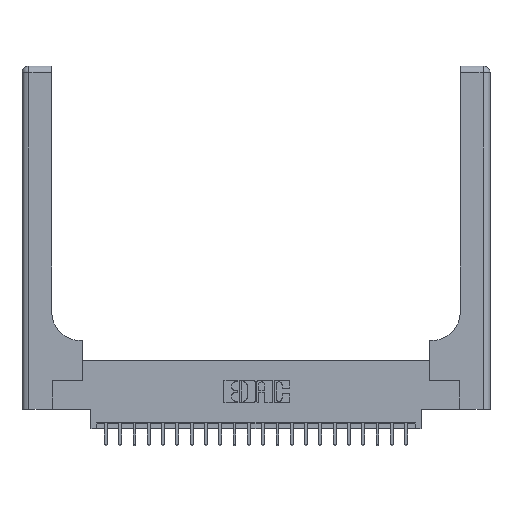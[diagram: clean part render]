
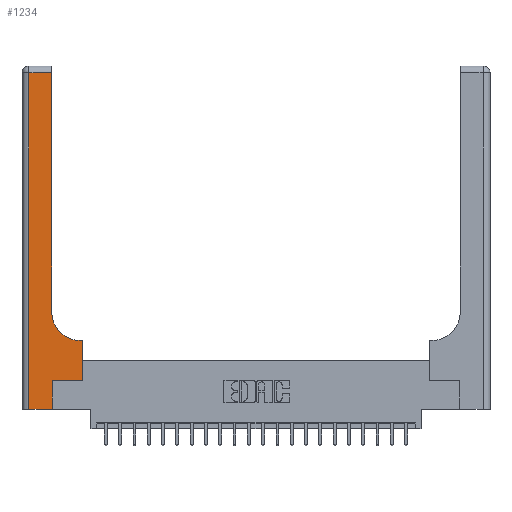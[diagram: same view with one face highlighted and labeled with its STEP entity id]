
A CAD part, top view. The second image highlights one B-rep face of the part: STEP entity #1234.
In plain terms, the highlighted planar face has unit normal (0, 0, 1).
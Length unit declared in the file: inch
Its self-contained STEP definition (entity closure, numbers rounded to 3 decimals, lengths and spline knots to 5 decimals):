
#382 = CARTESIAN_POINT ( 'NONE',  ( 0.265, 0.25, 0.37 ) ) ;
#903 = EDGE_CURVE ( 'NONE', #16510, #4986, #4415, .T. ) ;
#982 = LINE ( 'NONE', #382, #15522 ) ;
#1234 = ADVANCED_FACE ( 'NONE', ( #11240 ), #4113, .F. ) ;
#1494 = VERTEX_POINT ( 'NONE', #16579 ) ;
#1779 = ORIENTED_EDGE ( 'NONE', *, *, #3996, .T. ) ;
#2482 = CARTESIAN_POINT ( 'NONE',  ( 0.26, 0.6, 0.37 ) ) ;
#3146 = VERTEX_POINT ( 'NONE', #22195 ) ;
#3259 = DIRECTION ( 'NONE',  ( -1., 0., 0. ) ) ;
#3311 = DIRECTION ( 'NONE',  ( 0., 0., -1. ) ) ;
#3769 = CARTESIAN_POINT ( 'NONE',  ( 0., 3., 0.37 ) ) ;
#3913 = ORIENTED_EDGE ( 'NONE', *, *, #9501, .T. ) ;
#3996 = EDGE_CURVE ( 'NONE', #1494, #7733, #7327, .T. ) ;
#4089 = LINE ( 'NONE', #10902, #7695 ) ;
#4113 = PLANE ( 'NONE',  #16944 ) ;
#4415 = LINE ( 'NONE', #16727, #13139 ) ;
#4986 = VERTEX_POINT ( 'NONE', #11052 ) ;
#6053 = LINE ( 'NONE', #19523, #14676 ) ;
#7327 = CIRCLE ( 'NONE', #10491, 0.25 ) ;
#7332 = CARTESIAN_POINT ( 'NONE',  ( 0.265, 0.25, 0.37 ) ) ;
#7376 = EDGE_CURVE ( 'NONE', #21895, #1494, #15504, .T. ) ;
#7489 = ORIENTED_EDGE ( 'NONE', *, *, #9441, .T. ) ;
#7695 = VECTOR ( 'NONE', #12625, 39.37008 ) ;
#7733 = VERTEX_POINT ( 'NONE', #15570 ) ;
#8122 = CARTESIAN_POINT ( 'NONE',  ( 0.51, 0.85, 0.37 ) ) ;
#8407 = ORIENTED_EDGE ( 'NONE', *, *, #21088, .T. ) ;
#8938 = CARTESIAN_POINT ( 'NONE',  ( 0.06, 2.94, 0.37 ) ) ;
#9300 = ORIENTED_EDGE ( 'NONE', *, *, #11450, .T. ) ;
#9307 = VERTEX_POINT ( 'NONE', #20430 ) ;
#9435 = VERTEX_POINT ( 'NONE', #7332 ) ;
#9441 = EDGE_CURVE ( 'NONE', #9307, #21895, #13480, .T. ) ;
#9501 = EDGE_CURVE ( 'NONE', #18264, #9435, #16354, .T. ) ;
#9727 = EDGE_LOOP ( 'NONE', ( #16927, #9300, #18691, #12075, #3913, #8407, #7489, #19803, #1779 ) ) ;
#9883 = DIRECTION ( 'NONE',  ( 1., 0., 0. ) ) ;
#10017 = CARTESIAN_POINT ( 'NONE',  ( 0.528, 0.6, 0.37 ) ) ;
#10491 = AXIS2_PLACEMENT_3D ( 'NONE', #8122, #20025, #9883 ) ;
#10821 = DIRECTION ( 'NONE',  ( 0., 1., 0. ) ) ;
#10902 = CARTESIAN_POINT ( 'NONE',  ( 0., 0., 0.37 ) ) ;
#11052 = CARTESIAN_POINT ( 'NONE',  ( 0.06, 0., 0.37 ) ) ;
#11240 = FACE_OUTER_BOUND ( 'NONE', #9727, .T. ) ;
#11450 = EDGE_CURVE ( 'NONE', #3146, #16510, #19716, .T. ) ;
#11520 = VECTOR ( 'NONE', #16462, 39.37008 ) ;
#11872 = VECTOR ( 'NONE', #14472, 39.37008 ) ;
#12075 = ORIENTED_EDGE ( 'NONE', *, *, #22098, .T. ) ;
#12625 = DIRECTION ( 'NONE',  ( 1., 0., 0. ) ) ;
#13139 = VECTOR ( 'NONE', #16189, 39.37008 ) ;
#13480 = LINE ( 'NONE', #19263, #21349 ) ;
#14069 = DIRECTION ( 'NONE',  ( -1., 0., 0. ) ) ;
#14472 = DIRECTION ( 'NONE',  ( 0., 1., 0. ) ) ;
#14676 = VECTOR ( 'NONE', #21176, 39.37008 ) ;
#15504 = LINE ( 'NONE', #2482, #11520 ) ;
#15522 = VECTOR ( 'NONE', #16102, 39.37008 ) ;
#15570 = CARTESIAN_POINT ( 'NONE',  ( 0.26, 0.85, 0.37 ) ) ;
#15764 = VECTOR ( 'NONE', #14069, 39.37008 ) ;
#15969 = EDGE_CURVE ( 'NONE', #7733, #3146, #6053, .T. ) ;
#16102 = DIRECTION ( 'NONE',  ( 1., 0., 0. ) ) ;
#16189 = DIRECTION ( 'NONE',  ( 0., -1., 0. ) ) ;
#16354 = LINE ( 'NONE', #19345, #11872 ) ;
#16462 = DIRECTION ( 'NONE',  ( -1., 0., 0. ) ) ;
#16510 = VERTEX_POINT ( 'NONE', #8938 ) ;
#16579 = CARTESIAN_POINT ( 'NONE',  ( 0.51, 0.6, 0.37 ) ) ;
#16727 = CARTESIAN_POINT ( 'NONE',  ( 0.06, 3., 0.37 ) ) ;
#16927 = ORIENTED_EDGE ( 'NONE', *, *, #15969, .T. ) ;
#16944 = AXIS2_PLACEMENT_3D ( 'NONE', #3769, #3311, #3259 ) ;
#18264 = VERTEX_POINT ( 'NONE', #19437 ) ;
#18691 = ORIENTED_EDGE ( 'NONE', *, *, #903, .T. ) ;
#19263 = CARTESIAN_POINT ( 'NONE',  ( 0.528, 0.25, 0.37 ) ) ;
#19345 = CARTESIAN_POINT ( 'NONE',  ( 0.265, 0., 0.37 ) ) ;
#19437 = CARTESIAN_POINT ( 'NONE',  ( 0.265, 0., 0.37 ) ) ;
#19523 = CARTESIAN_POINT ( 'NONE',  ( 0.26, 3., 0.37 ) ) ;
#19716 = LINE ( 'NONE', #22390, #15764 ) ;
#19803 = ORIENTED_EDGE ( 'NONE', *, *, #7376, .T. ) ;
#20025 = DIRECTION ( 'NONE',  ( 0., 0., -1. ) ) ;
#20430 = CARTESIAN_POINT ( 'NONE',  ( 0.528, 0.25, 0.37 ) ) ;
#21088 = EDGE_CURVE ( 'NONE', #9435, #9307, #982, .T. ) ;
#21176 = DIRECTION ( 'NONE',  ( 0., 1., 0. ) ) ;
#21349 = VECTOR ( 'NONE', #10821, 39.37008 ) ;
#21895 = VERTEX_POINT ( 'NONE', #10017 ) ;
#22098 = EDGE_CURVE ( 'NONE', #4986, #18264, #4089, .T. ) ;
#22195 = CARTESIAN_POINT ( 'NONE',  ( 0.26, 2.94, 0.37 ) ) ;
#22390 = CARTESIAN_POINT ( 'NONE',  ( 0., 2.94, 0.37 ) ) ;
